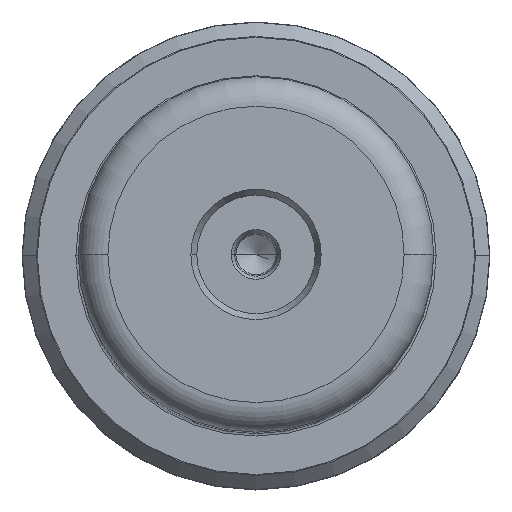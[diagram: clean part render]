
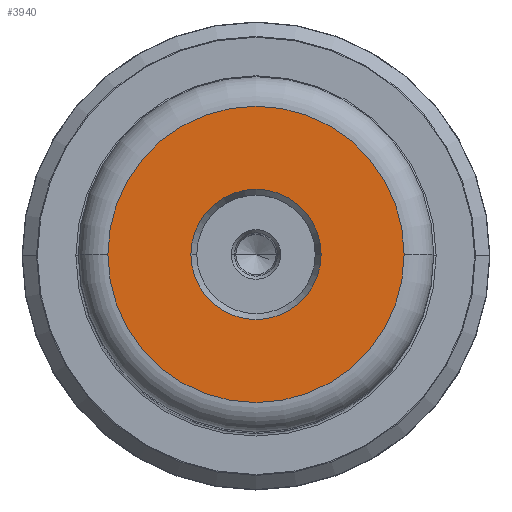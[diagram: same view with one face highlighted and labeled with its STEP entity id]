
A CAD part, top view. The second image highlights one B-rep face of the part: STEP entity #3940.
In plain terms, the highlighted planar face has unit normal (0, 0, 1).
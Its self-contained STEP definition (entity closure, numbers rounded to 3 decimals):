
#254 = CARTESIAN_POINT ( 'NONE',  ( -25.017, 0., 202. ) ) ;
#256 = CARTESIAN_POINT ( 'NONE',  ( 25.017, 0., 202. ) ) ;
#300 = VERTEX_POINT ( 'NONE', #256 ) ;
#305 = DIRECTION ( 'NONE',  ( 0., 0., -1. ) ) ;
#532 = EDGE_CURVE ( 'NONE', #1584, #1882, #2282, .T. ) ;
#560 = VERTEX_POINT ( 'NONE', #254 ) ;
#578 = ORIENTED_EDGE ( 'NONE', *, *, #3929, .T. ) ;
#1067 = CIRCLE ( 'NONE', #2843, 25.017 ) ;
#1173 = EDGE_LOOP ( 'NONE', ( #4399, #1310 ) ) ;
#1239 = DIRECTION ( 'NONE',  ( 1., 0., 0. ) ) ;
#1288 = FACE_BOUND ( 'NONE', #1686, .T. ) ;
#1309 = DIRECTION ( 'NONE',  ( 0., 0., 1. ) ) ;
#1310 = ORIENTED_EDGE ( 'NONE', *, *, #3095, .T. ) ;
#1311 = DIRECTION ( 'NONE',  ( 0., 0., 1. ) ) ;
#1584 = VERTEX_POINT ( 'NONE', #3010 ) ;
#1647 = CARTESIAN_POINT ( 'NONE',  ( 0., 0., 202. ) ) ;
#1672 = DIRECTION ( 'NONE',  ( 1., 0., 0. ) ) ;
#1686 = EDGE_LOOP ( 'NONE', ( #578, #1928 ) ) ;
#1882 = VERTEX_POINT ( 'NONE', #2792 ) ;
#1928 = ORIENTED_EDGE ( 'NONE', *, *, #532, .T. ) ;
#1985 = AXIS2_PLACEMENT_3D ( 'NONE', #1647, #1311, #4074 ) ;
#2126 = AXIS2_PLACEMENT_3D ( 'NONE', #3968, #3303, #3641 ) ;
#2138 = AXIS2_PLACEMENT_3D ( 'NONE', #2270, #305, #1672 ) ;
#2270 = CARTESIAN_POINT ( 'NONE',  ( 0., 0., 202. ) ) ;
#2282 = CIRCLE ( 'NONE', #2138, 11. ) ;
#2330 = FACE_OUTER_BOUND ( 'NONE', #1173, .T. ) ;
#2600 = PLANE ( 'NONE',  #2126 ) ;
#2792 = CARTESIAN_POINT ( 'NONE',  ( 11., 0., 202. ) ) ;
#2843 = AXIS2_PLACEMENT_3D ( 'NONE', #4364, #1309, #4031 ) ;
#2984 = AXIS2_PLACEMENT_3D ( 'NONE', #4292, #2986, #1239 ) ;
#2986 = DIRECTION ( 'NONE',  ( 0., 0., -1. ) ) ;
#3010 = CARTESIAN_POINT ( 'NONE',  ( -11., 0., 202. ) ) ;
#3095 = EDGE_CURVE ( 'NONE', #560, #300, #1067, .T. ) ;
#3128 = CIRCLE ( 'NONE', #2984, 11. ) ;
#3303 = DIRECTION ( 'NONE',  ( 0., 0., 1. ) ) ;
#3635 = CIRCLE ( 'NONE', #1985, 25.017 ) ;
#3641 = DIRECTION ( 'NONE',  ( 1., 0., 0. ) ) ;
#3929 = EDGE_CURVE ( 'NONE', #1882, #1584, #3128, .T. ) ;
#3940 = ADVANCED_FACE ( 'NONE', ( #1288, #2330 ), #2600, .T. ) ;
#3968 = CARTESIAN_POINT ( 'NONE',  ( 0., 0., 202. ) ) ;
#4024 = EDGE_CURVE ( 'NONE', #300, #560, #3635, .T. ) ;
#4031 = DIRECTION ( 'NONE',  ( 1., 0., 0. ) ) ;
#4074 = DIRECTION ( 'NONE',  ( 1., 0., 0. ) ) ;
#4292 = CARTESIAN_POINT ( 'NONE',  ( 0., 0., 202. ) ) ;
#4364 = CARTESIAN_POINT ( 'NONE',  ( 0., 0., 202. ) ) ;
#4399 = ORIENTED_EDGE ( 'NONE', *, *, #4024, .T. ) ;
